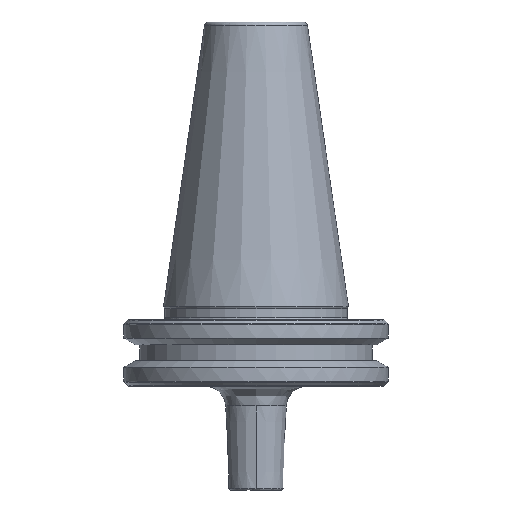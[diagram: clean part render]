
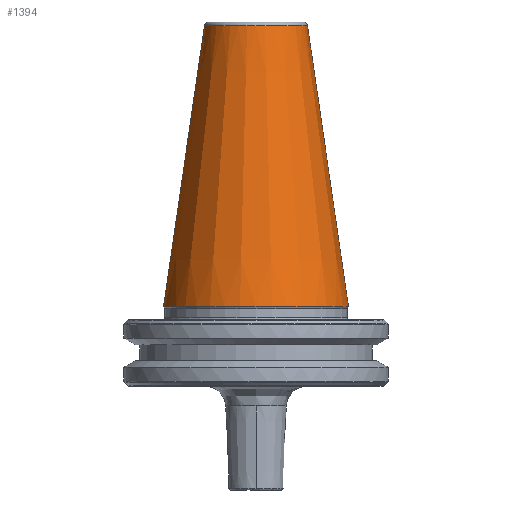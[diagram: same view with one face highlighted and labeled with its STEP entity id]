
A CAD part, front view. The second image highlights one B-rep face of the part: STEP entity #1394.
In plain terms, the highlighted conical face has half-angle 8.297 degrees and reference radius 22.225 mm.
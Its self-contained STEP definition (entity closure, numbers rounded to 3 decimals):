
#12 = DIRECTION ( 'NONE',  ( -0.144, 0., -0.99 ) ) ;
#212 = CIRCLE ( 'NONE', #730, 12.375 ) ;
#355 = AXIS2_PLACEMENT_3D ( 'NONE', #1236, #1216, #1207 ) ;
#404 = DIRECTION ( 'NONE',  ( 0.144, 0., -0.99 ) ) ;
#420 = LINE ( 'NONE', #698, #795 ) ;
#497 = CARTESIAN_POINT ( 'NONE',  ( 22.225, 0., 0. ) ) ;
#501 = CARTESIAN_POINT ( 'NONE',  ( 0., 0., 67.544 ) ) ;
#586 = VERTEX_POINT ( 'NONE', #2015 ) ;
#623 = DIRECTION ( 'NONE',  ( -1., 0., 0. ) ) ;
#698 = CARTESIAN_POINT ( 'NONE',  ( 22.225, 0., 0. ) ) ;
#730 = AXIS2_PLACEMENT_3D ( 'NONE', #501, #2437, #623 ) ;
#752 = DIRECTION ( 'NONE',  ( -1., 0., 0. ) ) ;
#767 = AXIS2_PLACEMENT_3D ( 'NONE', #1307, #2733, #752 ) ;
#795 = VECTOR ( 'NONE', #404, 1000. ) ;
#890 = EDGE_CURVE ( 'NONE', #586, #2893, #212, .T. ) ;
#945 = LINE ( 'NONE', #1467, #1520 ) ;
#1001 = EDGE_CURVE ( 'NONE', #1433, #1464, #2739, .T. ) ;
#1143 = ORIENTED_EDGE ( 'NONE', *, *, #1747, .F. ) ;
#1192 = CARTESIAN_POINT ( 'NONE',  ( -12.375, 0., 67.544 ) ) ;
#1207 = DIRECTION ( 'NONE',  ( -1., 0., 0. ) ) ;
#1216 = DIRECTION ( 'NONE',  ( 0., 0., 1. ) ) ;
#1236 = CARTESIAN_POINT ( 'NONE',  ( 0., 0., 0. ) ) ;
#1307 = CARTESIAN_POINT ( 'NONE',  ( 0., 0., 0. ) ) ;
#1394 = ADVANCED_FACE ( 'NONE', ( #1648 ), #1763, .T. ) ;
#1433 = VERTEX_POINT ( 'NONE', #2813 ) ;
#1441 = EDGE_LOOP ( 'NONE', ( #1143, #2469, #2807, #1945 ) ) ;
#1464 = VERTEX_POINT ( 'NONE', #497 ) ;
#1467 = CARTESIAN_POINT ( 'NONE',  ( -22.225, 0., 0. ) ) ;
#1520 = VECTOR ( 'NONE', #12, 1000. ) ;
#1648 = FACE_OUTER_BOUND ( 'NONE', #1441, .T. ) ;
#1747 = EDGE_CURVE ( 'NONE', #586, #1464, #420, .T. ) ;
#1763 = CONICAL_SURFACE ( 'NONE', #767, 22.225, 0.145 ) ;
#1945 = ORIENTED_EDGE ( 'NONE', *, *, #1001, .T. ) ;
#2015 = CARTESIAN_POINT ( 'NONE',  ( 12.375, 0., 67.544 ) ) ;
#2437 = DIRECTION ( 'NONE',  ( 0., 0., -1. ) ) ;
#2456 = EDGE_CURVE ( 'NONE', #2893, #1433, #945, .T. ) ;
#2469 = ORIENTED_EDGE ( 'NONE', *, *, #890, .T. ) ;
#2733 = DIRECTION ( 'NONE',  ( 0., 0., -1. ) ) ;
#2739 = CIRCLE ( 'NONE', #355, 22.225 ) ;
#2807 = ORIENTED_EDGE ( 'NONE', *, *, #2456, .T. ) ;
#2813 = CARTESIAN_POINT ( 'NONE',  ( -22.225, 0., 0. ) ) ;
#2893 = VERTEX_POINT ( 'NONE', #1192 ) ;
